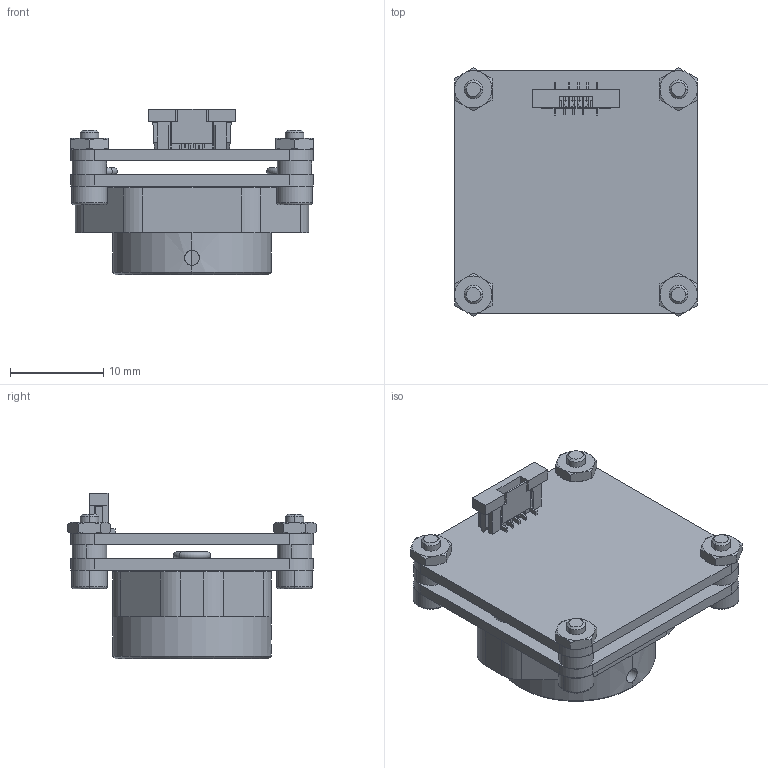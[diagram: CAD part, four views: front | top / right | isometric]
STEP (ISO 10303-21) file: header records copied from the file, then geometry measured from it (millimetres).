
FILE_DESCRIPTION (( 'STEP AP214' ), '1' );
FILE_NAME ('C2_BOARD_M12.STEP', '', ( '' ), ( '' ), '', '', '' );
FILE_SCHEMA (( 'AUTOMOTIVE_DESIGN' ));
Length unit declared in the file: millimetre
Products named in the file (8): M2x5_compact_screw; LP0262_P50005; socket head cap screw_din_DIN 912 M2 x 6 --- 6N; LP0690-DIGI-F; C2_BOARD_M12; LP0689_P1008; LP0690-IMX290; hex thin nut chamfered gradeab_din_Hexagon Thin Nut ISO 4035 - M2 - N
Assembly tree (17 placements, depth 2):
  C2_BOARD_M12
    LP0690-DIGI-F
    LP0690-IMX290
    LP0262_P50005
    LP0689_P1008  x4
    M2x5_compact_screw  x2
    socket head cap screw_din_DIN 912 M2 x 6 --- 6N  x4
    hex thin nut chamfered gradeab_din_Hexagon Thin Nut ISO 4035 - M2 - N  x4
Bounding box: 26 x 26.62 x 17.71 mm (x, y, z)
Volume: 3295.4 mm3; surface area: 5965.8 mm2
Topology: 28 solids, 28 shells, 1418 faces, 3505 edges, 2251 vertices
Faces by surface type: plane 822, cylinder 441, cone 119, torus 20, bspline 16
Entity records: 39373 total; most frequent: CARTESIAN_POINT 7420, DIRECTION 6183, ORIENTED_EDGE 6094, EDGE_CURVE 3047, LINE 2139, VECTOR 2139, AXIS2_PLACEMENT_3D 2022, VERTEX_POINT 1983
